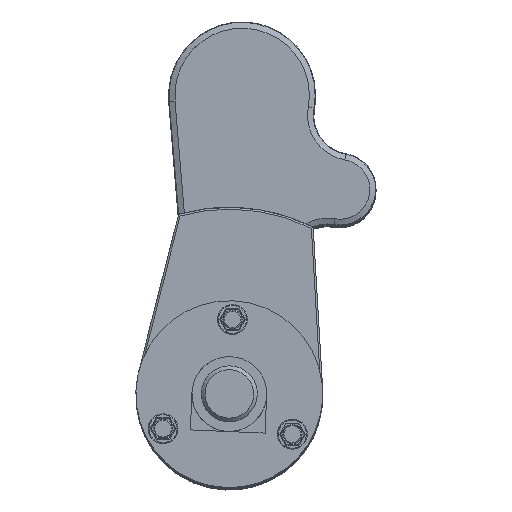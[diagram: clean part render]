
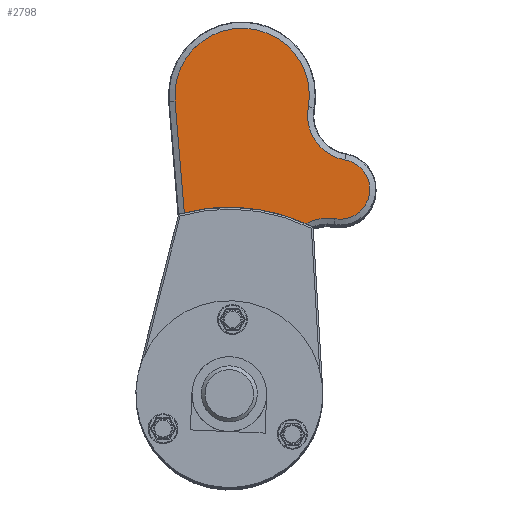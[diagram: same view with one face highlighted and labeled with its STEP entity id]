
A CAD part, top view. The second image highlights one B-rep face of the part: STEP entity #2798.
In plain terms, the highlighted face is planar.
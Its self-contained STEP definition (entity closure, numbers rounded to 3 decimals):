
#2655=CARTESIAN_POINT('',(-15.079,27.328,0.));
#2656=VERTEX_POINT('',#2655);
#2681=CARTESIAN_POINT('',(-41.283,46.792,0.));
#2682=VERTEX_POINT('',#2681);
#2736=CARTESIAN_POINT('',(0.,75.,0.));
#2737=DIRECTION('',(-0.302,-0.953,0.));
#2738=DIRECTION('',(0.,0.,-1.));
#2739=AXIS2_PLACEMENT_3D('',#2736,#2738,#2737);
#2740=CIRCLE('',#2739,50.);
#2741=EDGE_CURVE('',#2656,#2682,#2740,.T.);
#2748=CARTESIAN_POINT('',(-37.515,20.928,0.));
#2749=DIRECTION('',(1.,0.,0.));
#2750=DIRECTION('',(0.,0.,1.));
#2751=AXIS2_PLACEMENT_3D('',#2748,#2750,#2749);
#2752=PLANE('',#2751);
#2753=ORIENTED_EDGE('',*,*,#2741,.T.);
#2754=CARTESIAN_POINT('',(-63.038,26.11,0.));
#2755=VERTEX_POINT('',#2754);
#2756=CARTESIAN_POINT('',(-63.038,26.11,0.));
#2757=DIRECTION('',(0.725,0.689,0.));
#2758=VECTOR('',#2757,30.017);
#2759=LINE('',#2756,#2758);
#2760=EDGE_CURVE('',#2755,#2682,#2759,.T.);
#2761=ORIENTED_EDGE('E120',*,*,#2760,.F.);
#2762=CARTESIAN_POINT('',(-35.404,3.473,0.));
#2763=VERTEX_POINT('',#2762);
#2764=CARTESIAN_POINT('',(-50.636,13.064,0.));
#2765=DIRECTION('',(0.846,-0.533,0.));
#2766=DIRECTION('',(-0.,0.,-1.));
#2767=AXIS2_PLACEMENT_3D('',#2764,#2766,#2765);
#2768=CIRCLE('',#2767,18.);
#2769=EDGE_CURVE('',#2763,#2755,#2768,.T.);
#2770=ORIENTED_EDGE('E121',*,*,#2769,.F.);
#2771=CARTESIAN_POINT('',(-18.643,7.615,0.));
#2772=VERTEX_POINT('',#2771);
#2773=CARTESIAN_POINT('',(-25.021,-2.557,0.));
#2774=DIRECTION('',(0.531,0.847,0.));
#2775=DIRECTION('',(0.,0.,1.));
#2776=AXIS2_PLACEMENT_3D('',#2773,#2775,#2774);
#2777=CIRCLE('',#2776,12.007);
#2778=EDGE_CURVE('',#2772,#2763,#2777,.T.);
#2779=ORIENTED_EDGE('E122',*,*,#2778,.F.);
#2780=CARTESIAN_POINT('',(-10.144,21.171,0.));
#2781=VERTEX_POINT('',#2780);
#2782=CARTESIAN_POINT('',(-14.393,14.393,0.));
#2783=DIRECTION('',(0.531,0.847,0.));
#2784=DIRECTION('',(0.,-0.,-1.));
#2785=AXIS2_PLACEMENT_3D('',#2782,#2784,#2783);
#2786=CIRCLE('',#2785,8.);
#2787=EDGE_CURVE('',#2781,#2772,#2786,.T.);
#2788=ORIENTED_EDGE('E123',*,*,#2787,.F.);
#2789=CARTESIAN_POINT('',(-3.769,31.338,0.));
#2790=DIRECTION('',(-0.943,-0.334,0.));
#2791=DIRECTION('',(-0.,0.,1.));
#2792=AXIS2_PLACEMENT_3D('',#2789,#2791,#2790);
#2793=CIRCLE('',#2792,12.);
#2794=EDGE_CURVE('',#2656,#2781,#2793,.T.);
#2795=ORIENTED_EDGE('E124',*,*,#2794,.F.);
#2796=EDGE_LOOP('',(#2753,#2761,#2770,#2779,#2788,#2795));
#2797=FACE_OUTER_BOUND('',#2796,.F.);
#2798=ADVANCED_FACE('F36',(#2797),#2752,.F.);
